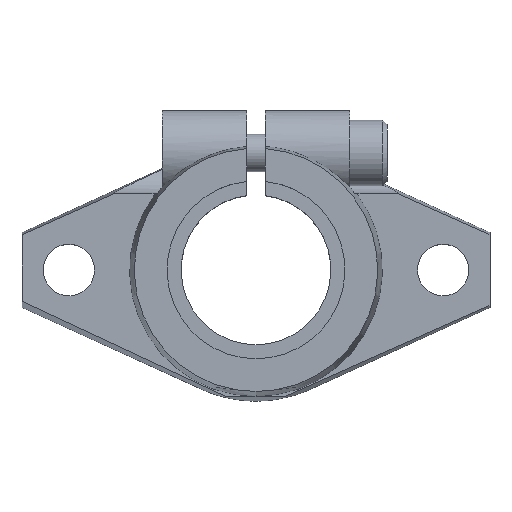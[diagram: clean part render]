
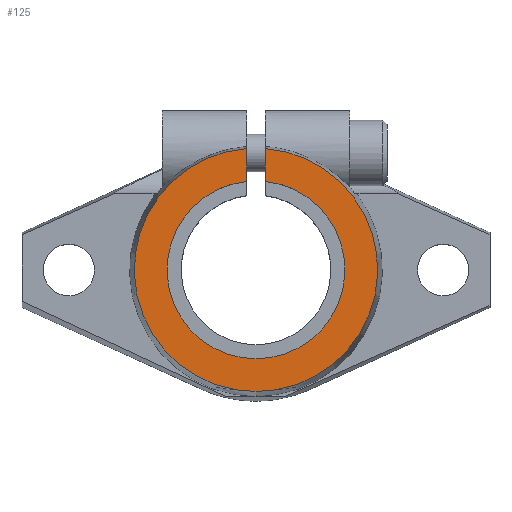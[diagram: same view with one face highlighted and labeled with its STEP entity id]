
A CAD part, top view. The second image highlights one B-rep face of the part: STEP entity #125.
In plain terms, the highlighted planar face has unit normal (0, 0, 1).
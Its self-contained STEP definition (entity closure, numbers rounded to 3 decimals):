
#125 = ADVANCED_FACE( '', ( #251 ), #252, .T. );
#251 = FACE_OUTER_BOUND( '', #398, .T. );
#252 = PLANE( '', #399 );
#398 = EDGE_LOOP( '', ( #841, #842, #843, #844, #845, #846 ) );
#399 = AXIS2_PLACEMENT_3D( '', #847, #848, #849 );
#841 = ORIENTED_EDGE( '', *, *, #1133, .T. );
#842 = ORIENTED_EDGE( '', *, *, #1063, .T. );
#843 = ORIENTED_EDGE( '', *, *, #1095, .T. );
#844 = ORIENTED_EDGE( '', *, *, #1148, .T. );
#845 = ORIENTED_EDGE( '', *, *, #1153, .T. );
#846 = ORIENTED_EDGE( '', *, *, #1011, .T. );
#847 = CARTESIAN_POINT( '', ( 0., 6.5, 16. ) );
#848 = DIRECTION( '', ( 0., 0., 1. ) );
#849 = DIRECTION( '', ( 0., 1., 0. ) );
#1011 = EDGE_CURVE( '', #1190, #1194, #1196, .T. );
#1063 = EDGE_CURVE( '', #1298, #1295, #1299, .T. );
#1095 = EDGE_CURVE( '', #1295, #1348, #1350, .T. );
#1133 = EDGE_CURVE( '', #1194, #1298, #1401, .T. );
#1148 = EDGE_CURVE( '', #1348, #1423, #1425, .T. );
#1153 = EDGE_CURVE( '', #1423, #1190, #1433, .T. );
#1190 = VERTEX_POINT( '', #1488 );
#1194 = VERTEX_POINT( '', #1493 );
#1196 = CIRCLE( '', #1496, 9.5 );
#1295 = VERTEX_POINT( '', #1629 );
#1298 = VERTEX_POINT( '', #1633 );
#1299 = CIRCLE( '', #1634, 13. );
#1348 = VERTEX_POINT( '', #1869 );
#1350 = CIRCLE( '', #1880, 13. );
#1401 = LINE( '', #1951, #1952 );
#1423 = VERTEX_POINT( '', #1984 );
#1425 = LINE( '', #1987, #1988 );
#1433 = CIRCLE( '', #2000, 9.5 );
#1488 = CARTESIAN_POINT( '', ( 0., -9.5, 16. ) );
#1493 = CARTESIAN_POINT( '', ( -1., 9.447, 16. ) );
#1496 = AXIS2_PLACEMENT_3D( '', #2083, #2084, #2085 );
#1629 = CARTESIAN_POINT( '', ( 0., -13., 16. ) );
#1633 = CARTESIAN_POINT( '', ( -1., 12.961, 16. ) );
#1634 = AXIS2_PLACEMENT_3D( '', #2183, #2184, #2185 );
#1869 = CARTESIAN_POINT( '', ( 1., 12.961, 16. ) );
#1880 = AXIS2_PLACEMENT_3D( '', #2221, #2222, #2223 );
#1951 = CARTESIAN_POINT( '', ( -1., 3.25, 16. ) );
#1952 = VECTOR( '', #2295, 1. );
#1984 = CARTESIAN_POINT( '', ( 1., 9.447, 16. ) );
#1987 = CARTESIAN_POINT( '', ( 1., 13.25, 16. ) );
#1988 = VECTOR( '', #2316, 1. );
#2000 = AXIS2_PLACEMENT_3D( '', #2321, #2322, #2323 );
#2083 = CARTESIAN_POINT( '', ( 0., 0., 16. ) );
#2084 = DIRECTION( '', ( 0., 0., -1. ) );
#2085 = DIRECTION( '', ( 0., 1., 0. ) );
#2183 = CARTESIAN_POINT( '', ( 0., 0., 16. ) );
#2184 = DIRECTION( '', ( 0., 0., 1. ) );
#2185 = DIRECTION( '', ( 0., 1., 0. ) );
#2221 = CARTESIAN_POINT( '', ( 0., 0., 16. ) );
#2222 = DIRECTION( '', ( 0., 0., 1. ) );
#2223 = DIRECTION( '', ( 0., 1., 0. ) );
#2295 = DIRECTION( '', ( 0., 1., 0. ) );
#2316 = DIRECTION( '', ( 0., -1., 0. ) );
#2321 = CARTESIAN_POINT( '', ( 0., 0., 16. ) );
#2322 = DIRECTION( '', ( 0., 0., -1. ) );
#2323 = DIRECTION( '', ( 0., 1., 0. ) );
